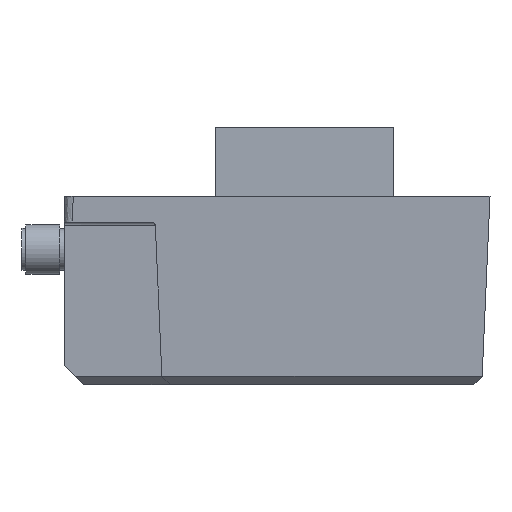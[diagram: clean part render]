
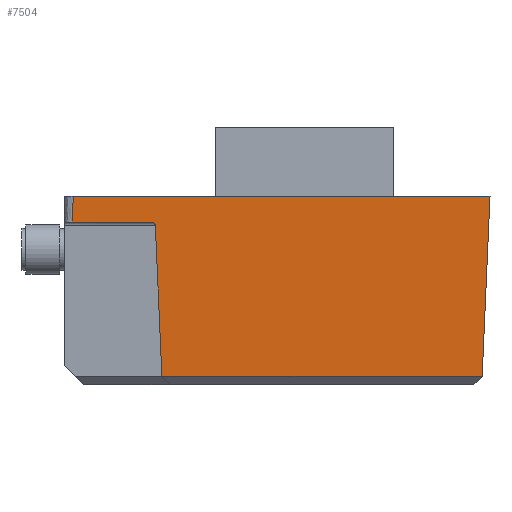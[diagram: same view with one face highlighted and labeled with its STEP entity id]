
A CAD part, front view. The second image highlights one B-rep face of the part: STEP entity #7504.
In plain terms, the highlighted planar face has unit normal (0, -0.999, -0.044).
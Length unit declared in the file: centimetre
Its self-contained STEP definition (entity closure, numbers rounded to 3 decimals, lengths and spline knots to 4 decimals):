
#611 = CARTESIAN_POINT ( 'NONE',  ( -1.5471, -3.9971, 9.8426 ) ) ;
#757 = CARTESIAN_POINT ( 'NONE',  ( -1.5835, -3.9856, 9.58 ) ) ;
#887 = ORIENTED_EDGE ( 'NONE', *, *, #7616, .F. ) ;
#1157 = CARTESIAN_POINT ( 'NONE',  ( 2.6493, -3.8993, 7.6046 ) ) ;
#1889 = CARTESIAN_POINT ( 'NONE',  ( -2.5827, -4., 9.91 ) ) ;
#1955 = EDGE_CURVE ( 'NONE', #10565, #6620, #7499, .T. ) ;
#2097 = DIRECTION ( 'NONE',  ( 0., 0.044, -0.999 ) ) ;
#2272 = ORIENTED_EDGE ( 'NONE', *, *, #5497, .F. ) ;
#2313 = AXIS2_PLACEMENT_3D ( 'NONE', #6867, #10106, #2097 ) ;
#2567 = VERTEX_POINT ( 'NONE', #1157 ) ;
#2652 = ORIENTED_EDGE ( 'NONE', *, *, #13367, .T. ) ;
#2830 = DIRECTION ( 'NONE',  ( 0.044, 0.044, -0.998 ) ) ;
#2928 = LINE ( 'NONE', #8239, #7865 ) ;
#3105 = LINE ( 'NONE', #14704, #7598 ) ;
#3148 = ORIENTED_EDGE ( 'NONE', *, *, #9583, .T. ) ;
#3233 = DIRECTION ( 'NONE',  ( 1., 0., 0. ) ) ;
#3452 = PLANE ( 'NONE',  #2313 ) ;
#3762 = ORIENTED_EDGE ( 'NONE', *, *, #8998, .T. ) ;
#4353 = VECTOR ( 'NONE', #14562, 100. ) ;
#4495 = CARTESIAN_POINT ( 'NONE',  ( -1.5347, -3.9847, 9.5604 ) ) ;
#4824 = LINE ( 'NONE', #12043, #9710 ) ;
#5282 = EDGE_CURVE ( 'NONE', #6465, #9194, #10554, .T. ) ;
#5497 = EDGE_CURVE ( 'NONE', #9425, #2567, #4824, .T. ) ;
#5539 = VECTOR ( 'NONE', #2830, 100. ) ;
#6465 = VERTEX_POINT ( 'NONE', #11689 ) ;
#6571 = CARTESIAN_POINT ( 'NONE',  ( -1.4493, -3.8993, 7.6046 ) ) ;
#6620 = VERTEX_POINT ( 'NONE', #13246 ) ;
#6867 = CARTESIAN_POINT ( 'NONE',  ( 0., -4., 9.91 ) ) ;
#7424 = FACE_OUTER_BOUND ( 'NONE', #13946, .T. ) ;
#7499 =( BOUNDED_CURVE ( )  B_SPLINE_CURVE ( 3, ( #757, #12460, #4495, #11164 ),
 .UNSPECIFIED., .F., .F. ) 
 B_SPLINE_CURVE_WITH_KNOTS ( ( 4, 4 ),
 ( 0., 1.5272 ),
 .UNSPECIFIED. ) 
 CURVE ( )  GEOMETRIC_REPRESENTATION_ITEM ( )  RATIONAL_B_SPLINE_CURVE ( ( 1., 0.815, 0.815, 1. ) ) 
 REPRESENTATION_ITEM ( '' )  );
#7504 = ADVANCED_FACE ( 'NONE', ( #7424 ), #3452, .T. ) ;
#7598 = VECTOR ( 'NONE', #3233, 100. ) ;
#7616 = EDGE_CURVE ( 'NONE', #9194, #9425, #2928, .T. ) ;
#7699 = CARTESIAN_POINT ( 'NONE',  ( -2.6, -3.9856, 9.58 ) ) ;
#7865 = VECTOR ( 'NONE', #12945, 100. ) ;
#8239 = CARTESIAN_POINT ( 'NONE',  ( 0., -4., 9.91 ) ) ;
#8998 = EDGE_CURVE ( 'NONE', #6465, #10565, #3105, .T. ) ;
#9137 = CARTESIAN_POINT ( 'NONE',  ( 2.75, -4., 9.91 ) ) ;
#9194 = VERTEX_POINT ( 'NONE', #12611 ) ;
#9350 = LINE ( 'NONE', #10136, #4353 ) ;
#9425 = VERTEX_POINT ( 'NONE', #9137 ) ;
#9583 = EDGE_CURVE ( 'NONE', #14367, #2567, #9350, .T. ) ;
#9710 = VECTOR ( 'NONE', #13207, 100. ) ;
#9966 = CARTESIAN_POINT ( 'NONE',  ( -2.5913, -3.9928, 9.745 ) ) ;
#10068 = CARTESIAN_POINT ( 'NONE',  ( -2.5957, -3.9892, 9.6625 ) ) ;
#10106 = DIRECTION ( 'NONE',  ( 0., -0.999, -0.044 ) ) ;
#10136 = CARTESIAN_POINT ( 'NONE',  ( 2.6448, -3.8993, 7.6046 ) ) ;
#10455 = LINE ( 'NONE', #611, #5539 ) ;
#10554 = B_SPLINE_CURVE_WITH_KNOTS ( 'NONE', 3,
 ( #7699, #10922, #10068, #9966, #12096, #13570, #1889 ),
 .UNSPECIFIED., .F., .F.,
 ( 4, 1, 1, 1, 4 ),
 ( 0., 0.25, 0.5, 0.75, 1. ),
 .UNSPECIFIED. ) ;
#10565 = VERTEX_POINT ( 'NONE', #12686 ) ;
#10922 = CARTESIAN_POINT ( 'NONE',  ( -2.5986, -3.9868, 9.6075 ) ) ;
#11164 = CARTESIAN_POINT ( 'NONE',  ( -1.5335, -3.9835, 9.5322 ) ) ;
#11689 = CARTESIAN_POINT ( 'NONE',  ( -2.6, -3.9856, 9.58 ) ) ;
#12043 = CARTESIAN_POINT ( 'NONE',  ( 2.7424, -3.9924, 9.736 ) ) ;
#12096 = CARTESIAN_POINT ( 'NONE',  ( -2.587, -3.9964, 9.8275 ) ) ;
#12460 = CARTESIAN_POINT ( 'NONE',  ( -1.5552, -3.9856, 9.58 ) ) ;
#12611 = CARTESIAN_POINT ( 'NONE',  ( -2.5827, -4., 9.91 ) ) ;
#12686 = CARTESIAN_POINT ( 'NONE',  ( -1.5835, -3.9856, 9.58 ) ) ;
#12790 = ORIENTED_EDGE ( 'NONE', *, *, #1955, .T. ) ;
#12811 = ORIENTED_EDGE ( 'NONE', *, *, #5282, .F. ) ;
#12945 = DIRECTION ( 'NONE',  ( 1., 0., 0. ) ) ;
#13207 = DIRECTION ( 'NONE',  ( -0.044, 0.044, -0.998 ) ) ;
#13246 = CARTESIAN_POINT ( 'NONE',  ( -1.5335, -3.9835, 9.5322 ) ) ;
#13367 = EDGE_CURVE ( 'NONE', #6620, #14367, #10455, .T. ) ;
#13570 = CARTESIAN_POINT ( 'NONE',  ( -2.5841, -3.9988, 9.8825 ) ) ;
#13946 = EDGE_LOOP ( 'NONE', ( #12811, #3762, #12790, #2652, #3148, #2272, #887 ) ) ;
#14367 = VERTEX_POINT ( 'NONE', #6571 ) ;
#14562 = DIRECTION ( 'NONE',  ( 1., 0., 0. ) ) ;
#14704 = CARTESIAN_POINT ( 'NONE',  ( 0., -3.9856, 9.58 ) ) ;
